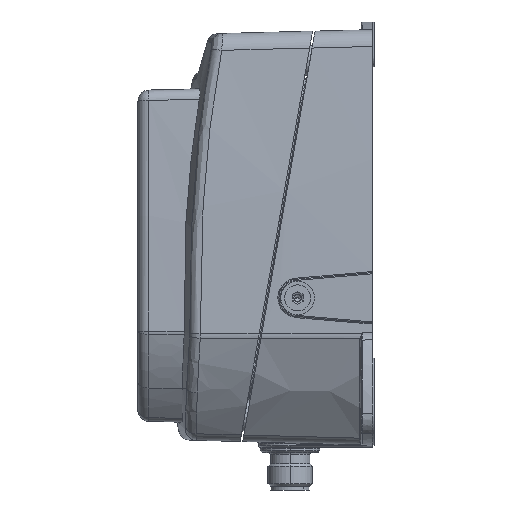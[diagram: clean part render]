
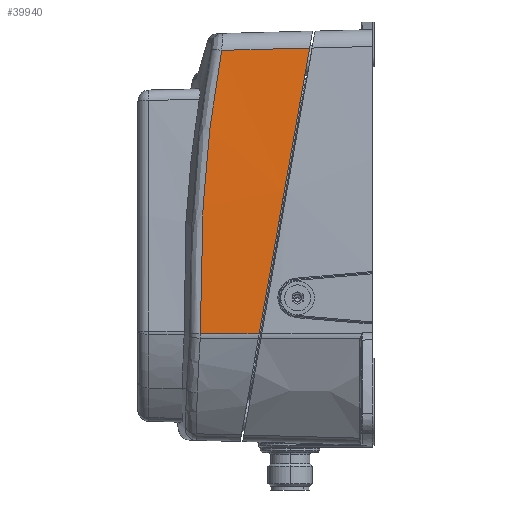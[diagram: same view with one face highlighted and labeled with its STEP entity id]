
A CAD part, left-side view. The second image highlights one B-rep face of the part: STEP entity #39940.
In plain terms, the highlighted cylindrical face has radius 1137.68 mm (diameter 2275.35 mm), a partial arc.
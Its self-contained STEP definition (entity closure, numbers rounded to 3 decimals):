
#22685=CARTESIAN_POINT('',(-49.983,30.296,
-26.101));
#22687=CARTESIAN_POINT('',(-49.983,30.296,
-26.101));
#22688=CARTESIAN_POINT('',(-49.902,29.732,
-22.906));
#22689=CARTESIAN_POINT('',(-49.711,28.606,
-16.516));
#22690=CARTESIAN_POINT('',(-49.344,26.916,
-6.933));
#22691=CARTESIAN_POINT('',(-48.896,25.227,
2.647));
#22692=CARTESIAN_POINT('',(-48.367,23.538,
12.223));
#22693=CARTESIAN_POINT('',(-47.758,21.85,
21.794));
#22694=CARTESIAN_POINT('',(-47.067,20.164,
31.36));
#22695=CARTESIAN_POINT('',(-46.296,18.478,
40.919));
#22696=CARTESIAN_POINT('',(-45.729,17.356,
47.286));
#22697=CARTESIAN_POINT('',(-45.432,16.794,
50.468));
#25700=CARTESIAN_POINT('',(-49.569,46.087,
-26.058));
#25734=CARTESIAN_POINT('',(-44.874,40.335,
49.849));
#25819=CARTESIAN_POINT('',(-49.569,46.087,
-26.058));
#25820=CARTESIAN_POINT('',(-49.374,46.162,
-19.69));
#25821=CARTESIAN_POINT('',(-48.882,46.085,
-6.954));
#25822=CARTESIAN_POINT('',(-47.845,45.217,
12.112));
#25823=CARTESIAN_POINT('',(-46.517,43.446,
31.089));
#25824=CARTESIAN_POINT('',(-45.449,41.524,
43.629));
#25825=CARTESIAN_POINT('',(-44.874,40.335,
49.849));
#25827=CARTESIAN_POINT('',(-44.874,40.335,
49.849));
#25828=CARTESIAN_POINT('',(-44.935,37.752,
49.917));
#25829=CARTESIAN_POINT('',(-45.058,32.563,
50.054));
#25830=CARTESIAN_POINT('',(-45.247,24.591,
50.263));
#25831=CARTESIAN_POINT('',(-45.371,19.388,
50.4));
#25832=CARTESIAN_POINT('',(-45.432,16.794,
50.468));
#25834=CARTESIAN_POINT('',(-49.983,30.296,
-26.101));
#25835=CARTESIAN_POINT('',(-49.937,32.05,
-26.096));
#25836=CARTESIAN_POINT('',(-49.845,35.559,
-26.086));
#25837=CARTESIAN_POINT('',(-49.707,40.823,
-26.072));
#25838=CARTESIAN_POINT('',(-49.615,44.332,
-26.063));
#25839=CARTESIAN_POINT('',(-49.569,46.087,
-26.058));
#33963=VERTEX_POINT('',#25700);
#33964=VERTEX_POINT('',#25734);
#34005=VERTEX_POINT('',#22685);
#34006=VERTEX_POINT('',#22697);
#39928=CARTESIAN_POINT('',(1086.595,-6.625,
-60.489));
#39929=DIRECTION('',(0.026,1.,-0.001));
#39930=DIRECTION('',(-0.999,0.026,0.03));
#39931=AXIS2_PLACEMENT_3D('',#39928,#39929,#39930);
#39932=CYLINDRICAL_SURFACE('',#39931,1137.675);
#39933=ORIENTED_EDGE('',*,*,#39705,.T.);
#39934=ORIENTED_EDGE('',*,*,#39916,.T.);
#39935=ORIENTED_EDGE('',*,*,#36173,.F.);
#39937=ORIENTED_EDGE('',*,*,#39936,.T.);
#39938=EDGE_LOOP('',(#39933,#39934,#39935,#39937));
#39939=FACE_OUTER_BOUND('',#39938,.F.);
#39940=ADVANCED_FACE('',(#39939),#39932,.T.);
#22698=B_SPLINE_CURVE_WITH_KNOTS('',3,(#22687,#22688,#22689,#22690,#22691,
#22692,#22693,#22694,#22695,#22696,#22697),.UNSPECIFIED.,.F.,.F.,(4,1,1,1,1,1,1,
1,4),(0.,0.125,0.25,0.375,0.5,0.625,0.75,0.875,1.),
.UNSPECIFIED.);
#25826=B_SPLINE_CURVE_WITH_KNOTS('',3,(#25819,#25820,#25821,#25822,#25823,
#25824,#25825),.UNSPECIFIED.,.F.,.F.,(4,1,1,1,4),(0.,0.25,0.5,0.75,
1.),.UNSPECIFIED.);
#25833=B_SPLINE_CURVE_WITH_KNOTS('',3,(#25827,#25828,#25829,#25830,#25831,
#25832),.UNSPECIFIED.,.F.,.F.,(4,1,1,4),(0.,0.333,
0.667,1.),.UNSPECIFIED.);
#25840=B_SPLINE_CURVE_WITH_KNOTS('',3,(#25834,#25835,#25836,#25837,#25838,
#25839),.UNSPECIFIED.,.F.,.F.,(4,1,1,4),(0.,0.333,
0.667,1.),.UNSPECIFIED.);
#36173=EDGE_CURVE('',#34005,#34006,#22698,.T.);
#39705=EDGE_CURVE('',#33963,#33964,#25826,.T.);
#39916=EDGE_CURVE('',#33964,#34006,#25833,.T.);
#39936=EDGE_CURVE('',#34005,#33963,#25840,.T.);
